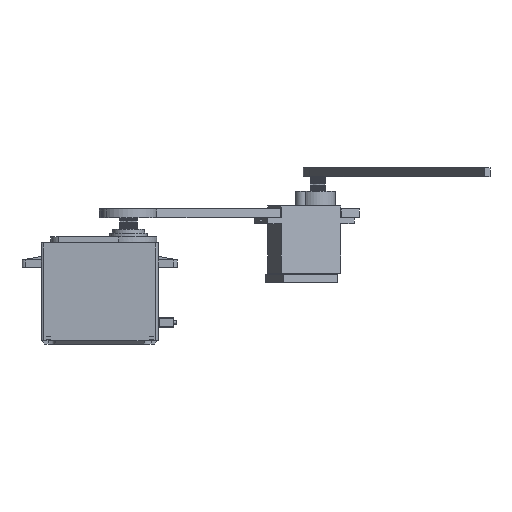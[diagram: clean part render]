
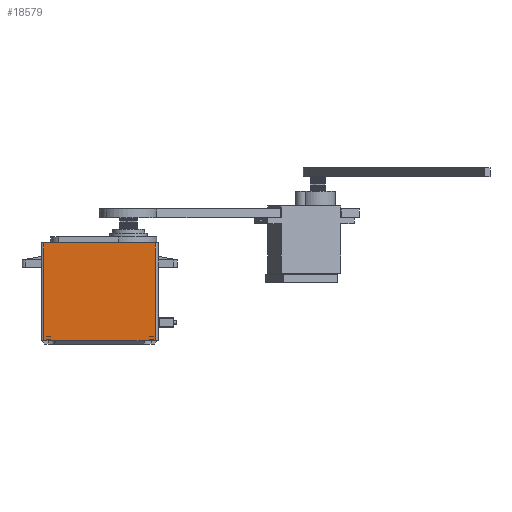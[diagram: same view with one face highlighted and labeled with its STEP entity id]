
A CAD part, front view. The second image highlights one B-rep face of the part: STEP entity #18579.
In plain terms, the highlighted face is planar.
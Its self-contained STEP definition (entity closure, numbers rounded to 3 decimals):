
#1574=FACE_OUTER_BOUND('',#2496,.T.);
#2496=EDGE_LOOP('',(#15801,#15802,#15803,#15804,#15805,#15806));
#4825=LINE('',#29468,#7184);
#4826=LINE('',#29470,#7185);
#4827=LINE('',#29472,#7186);
#4828=LINE('',#29474,#7187);
#4829=LINE('',#29476,#7188);
#4830=LINE('',#29477,#7189);
#7184=VECTOR('',#24115,1000.);
#7185=VECTOR('',#24116,1000.);
#7186=VECTOR('',#24117,1000.);
#7187=VECTOR('',#24118,1000.);
#7188=VECTOR('',#24119,1000.);
#7189=VECTOR('',#24120,1000.);
#8980=VERTEX_POINT('',#29466);
#8981=VERTEX_POINT('',#29467);
#8982=VERTEX_POINT('',#29469);
#8983=VERTEX_POINT('',#29471);
#8984=VERTEX_POINT('',#29473);
#8985=VERTEX_POINT('',#29475);
#11499=EDGE_CURVE('',#8980,#8981,#4825,.T.);
#11500=EDGE_CURVE('',#8981,#8982,#4826,.T.);
#11501=EDGE_CURVE('',#8982,#8983,#4827,.T.);
#11502=EDGE_CURVE('',#8984,#8983,#4828,.T.);
#11503=EDGE_CURVE('',#8984,#8985,#4829,.T.);
#11504=EDGE_CURVE('',#8980,#8985,#4830,.T.);
#15801=ORIENTED_EDGE('',*,*,#11499,.T.);
#15802=ORIENTED_EDGE('',*,*,#11500,.T.);
#15803=ORIENTED_EDGE('',*,*,#11501,.T.);
#15804=ORIENTED_EDGE('',*,*,#11502,.F.);
#15805=ORIENTED_EDGE('',*,*,#11503,.T.);
#15806=ORIENTED_EDGE('',*,*,#11504,.F.);
#17695=PLANE('',#19760);
#18579=ADVANCED_FACE('',(#1574),#17695,.F.);
#19760=AXIS2_PLACEMENT_3D('',#29465,#24113,#24114);
#24113=DIRECTION('center_axis',(0.,0.,1.));
#24114=DIRECTION('ref_axis',(1.,0.,0.));
#24115=DIRECTION('',(0.,-1.,0.));
#24116=DIRECTION('',(-1.,0.,0.));
#24117=DIRECTION('',(-1.,0.,0.));
#24118=DIRECTION('',(1.,0.,0.));
#24119=DIRECTION('',(0.,1.,0.));
#24120=DIRECTION('',(-1.,0.,0.));
#29465=CARTESIAN_POINT('Origin',(20.,33.35,-10.));
#29466=CARTESIAN_POINT('',(19.,33.35,-10.));
#29467=CARTESIAN_POINT('',(19.,0.,-10.));
#29468=CARTESIAN_POINT('',(19.,33.35,-10.));
#29469=CARTESIAN_POINT('',(15.2,0.,-10.));
#29470=CARTESIAN_POINT('',(20.,0.,-10.));
#29471=CARTESIAN_POINT('',(-15.2,0.,-10.));
#29472=CARTESIAN_POINT('',(20.,0.,-10.));
#29473=CARTESIAN_POINT('',(-19.,0.,-10.));
#29474=CARTESIAN_POINT('',(-15.2,0.,-10.));
#29475=CARTESIAN_POINT('',(-19.,33.35,-10.));
#29476=CARTESIAN_POINT('',(-19.,33.35,-10.));
#29477=CARTESIAN_POINT('',(20.,33.35,-10.));
